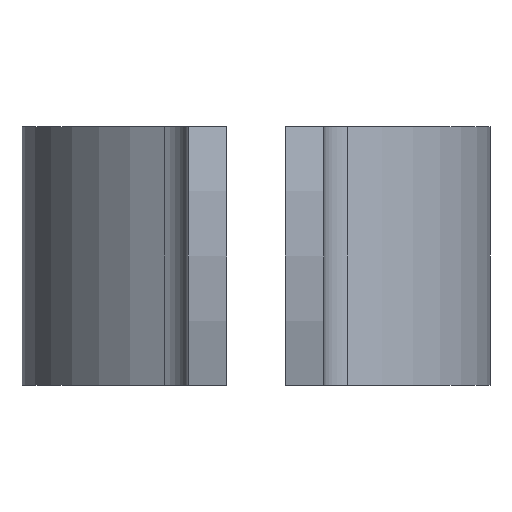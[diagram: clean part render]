
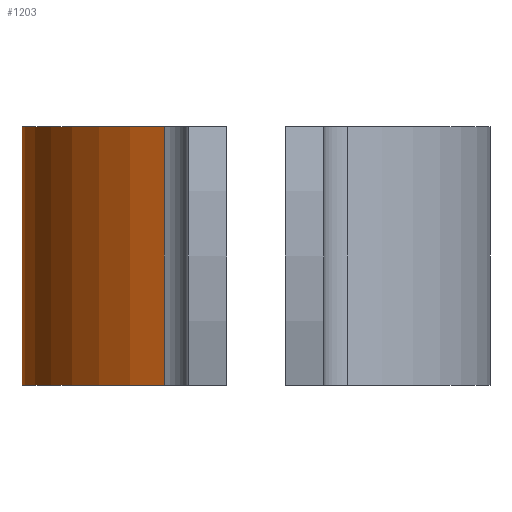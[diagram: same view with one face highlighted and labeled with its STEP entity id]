
A CAD part, left-side view. The second image highlights one B-rep face of the part: STEP entity #1203.
In plain terms, the highlighted cylindrical face has radius 36.15 mm (diameter 72.3 mm), a partial arc.
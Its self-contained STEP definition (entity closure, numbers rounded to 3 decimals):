
#43 = VERTEX_POINT ( 'NONE', #598 ) ;
#64 = CARTESIAN_POINT ( 'NONE',  ( 0., 0., -40. ) ) ;
#65 = CARTESIAN_POINT ( 'NONE',  ( 0., 0., 0. ) ) ;
#69 = CARTESIAN_POINT ( 'NONE',  ( 33.265, 14.151, -40. ) ) ;
#82 = LINE ( 'NONE', #69, #1163 ) ;
#130 = VERTEX_POINT ( 'NONE', #329 ) ;
#184 = CARTESIAN_POINT ( 'NONE',  ( -33.265, 14.151, 0. ) ) ;
#189 = AXIS2_PLACEMENT_3D ( 'NONE', #64, #1114, #455 ) ;
#250 = AXIS2_PLACEMENT_3D ( 'NONE', #347, #738, #1119 ) ;
#329 = CARTESIAN_POINT ( 'NONE',  ( 33.265, 14.151, -40. ) ) ;
#347 = CARTESIAN_POINT ( 'NONE',  ( 0., 0., -40. ) ) ;
#374 = EDGE_CURVE ( 'NONE', #1202, #398, #503, .T. ) ;
#398 = VERTEX_POINT ( 'NONE', #184 ) ;
#443 = CARTESIAN_POINT ( 'NONE',  ( 33.265, 14.151, 0. ) ) ;
#455 = DIRECTION ( 'NONE',  ( -1., 0., 0. ) ) ;
#467 = ORIENTED_EDGE ( 'NONE', *, *, #374, .F. ) ;
#486 = EDGE_CURVE ( 'NONE', #43, #398, #580, .T. ) ;
#492 = ORIENTED_EDGE ( 'NONE', *, *, #486, .T. ) ;
#503 = CIRCLE ( 'NONE', #1072, 36.15 ) ;
#544 = EDGE_LOOP ( 'NONE', ( #467, #849, #1236, #492 ) ) ;
#580 = LINE ( 'NONE', #1053, #1128 ) ;
#598 = CARTESIAN_POINT ( 'NONE',  ( -33.265, 14.151, -40. ) ) ;
#665 = DIRECTION ( 'NONE',  ( 0., 0., 1. ) ) ;
#738 = DIRECTION ( 'NONE',  ( 0., 0., 1. ) ) ;
#746 = DIRECTION ( 'NONE',  ( -1., 0., 0. ) ) ;
#825 = DIRECTION ( 'NONE',  ( 0., 0., 1. ) ) ;
#836 = FACE_OUTER_BOUND ( 'NONE', #544, .T. ) ;
#841 = DIRECTION ( 'NONE',  ( 0., 0., 1. ) ) ;
#849 = ORIENTED_EDGE ( 'NONE', *, *, #1098, .F. ) ;
#1053 = CARTESIAN_POINT ( 'NONE',  ( -33.265, 14.151, -40. ) ) ;
#1072 = AXIS2_PLACEMENT_3D ( 'NONE', #65, #841, #746 ) ;
#1098 = EDGE_CURVE ( 'NONE', #130, #1202, #82, .T. ) ;
#1102 = EDGE_CURVE ( 'NONE', #130, #43, #1215, .T. ) ;
#1114 = DIRECTION ( 'NONE',  ( 0., 0., 1. ) ) ;
#1119 = DIRECTION ( 'NONE',  ( 1., 0., 0. ) ) ;
#1128 = VECTOR ( 'NONE', #665, 1000. ) ;
#1163 = VECTOR ( 'NONE', #825, 1000. ) ;
#1202 = VERTEX_POINT ( 'NONE', #443 ) ;
#1203 = ADVANCED_FACE ( 'NONE', ( #836 ), #1208, .T. ) ;
#1208 = CYLINDRICAL_SURFACE ( 'NONE', #250, 36.15 ) ;
#1215 = CIRCLE ( 'NONE', #189, 36.15 ) ;
#1236 = ORIENTED_EDGE ( 'NONE', *, *, #1102, .T. ) ;
